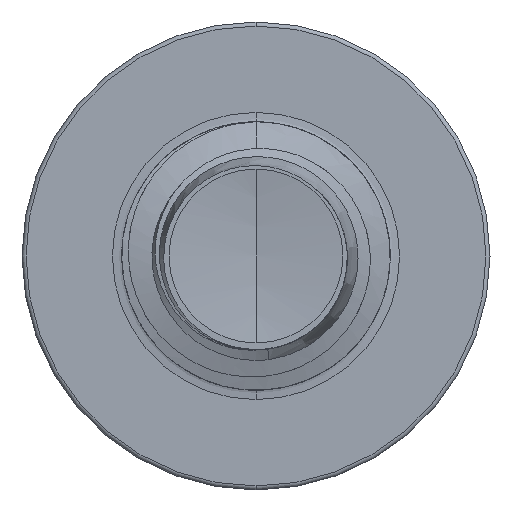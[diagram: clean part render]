
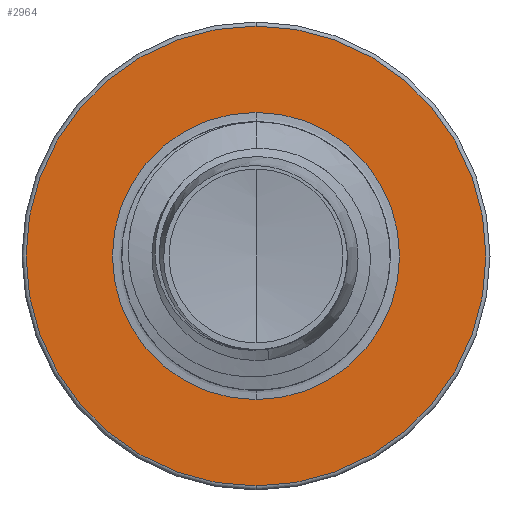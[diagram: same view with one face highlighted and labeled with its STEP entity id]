
A CAD part, front view. The second image highlights one B-rep face of the part: STEP entity #2964.
In plain terms, the highlighted planar face has unit normal (0, -1, 0).
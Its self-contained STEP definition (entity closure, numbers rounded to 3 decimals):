
#276 = CARTESIAN_POINT ( 'NONE',  ( 0., 8., 2.998 ) ) ;
#530 = AXIS2_PLACEMENT_3D ( 'NONE', #11602, #1866, #13072 ) ;
#535 = AXIS2_PLACEMENT_3D ( 'NONE', #17381, #8600, #18864 ) ;
#882 = EDGE_LOOP ( 'NONE', ( #2406, #18835 ) ) ;
#1866 = DIRECTION ( 'NONE',  ( 0., 1., 0. ) ) ;
#2406 = ORIENTED_EDGE ( 'NONE', *, *, #12842, .F. ) ;
#2915 = CIRCLE ( 'NONE', #3337, 1.872 ) ;
#2964 = ADVANCED_FACE ( 'NONE', ( #14589, #11153 ), #4903, .F. ) ;
#3337 = AXIS2_PLACEMENT_3D ( 'NONE', #18461, #9734, #20075 ) ;
#3624 = VERTEX_POINT ( 'NONE', #7395 ) ;
#4470 = VERTEX_POINT ( 'NONE', #15853 ) ;
#4565 = ORIENTED_EDGE ( 'NONE', *, *, #15408, .T. ) ;
#4628 = DIRECTION ( 'NONE',  ( 0., 1., 0. ) ) ;
#4903 = PLANE ( 'NONE',  #10897 ) ;
#6989 = AXIS2_PLACEMENT_3D ( 'NONE', #13945, #4628, #15444 ) ;
#7395 = CARTESIAN_POINT ( 'NONE',  ( 0., 8., 1.872 ) ) ;
#7620 = CIRCLE ( 'NONE', #535, 1.872 ) ;
#8600 = DIRECTION ( 'NONE',  ( 0., 1., 0. ) ) ;
#9407 = DIRECTION ( 'NONE',  ( 0., 1., 0. ) ) ;
#9734 = DIRECTION ( 'NONE',  ( 0., 1., 0. ) ) ;
#10189 = DIRECTION ( 'NONE',  ( 0., 0., 1. ) ) ;
#10897 = AXIS2_PLACEMENT_3D ( 'NONE', #17679, #9407, #10189 ) ;
#11153 = FACE_BOUND ( 'NONE', #19777, .T. ) ;
#11602 = CARTESIAN_POINT ( 'NONE',  ( 0., 8., 0. ) ) ;
#12842 = EDGE_CURVE ( 'NONE', #20181, #4470, #17364, .T. ) ;
#13072 = DIRECTION ( 'NONE',  ( 0., 0., 1. ) ) ;
#13295 = CARTESIAN_POINT ( 'NONE',  ( 0., 8., -1.872 ) ) ;
#13570 = VERTEX_POINT ( 'NONE', #13295 ) ;
#13945 = CARTESIAN_POINT ( 'NONE',  ( 0., 8., 0. ) ) ;
#14589 = FACE_OUTER_BOUND ( 'NONE', #882, .T. ) ;
#15408 = EDGE_CURVE ( 'NONE', #13570, #3624, #2915, .T. ) ;
#15444 = DIRECTION ( 'NONE',  ( 0., 0., 1. ) ) ;
#15445 = ORIENTED_EDGE ( 'NONE', *, *, #17671, .T. ) ;
#15853 = CARTESIAN_POINT ( 'NONE',  ( 0., 8., -2.997 ) ) ;
#17364 = CIRCLE ( 'NONE', #6989, 2.998 ) ;
#17381 = CARTESIAN_POINT ( 'NONE',  ( 0., 8., 0. ) ) ;
#17671 = EDGE_CURVE ( 'NONE', #3624, #13570, #7620, .T. ) ;
#17679 = CARTESIAN_POINT ( 'NONE',  ( 0., 8., -1.872 ) ) ;
#17694 = EDGE_CURVE ( 'NONE', #4470, #20181, #18983, .T. ) ;
#18461 = CARTESIAN_POINT ( 'NONE',  ( 0., 8., 0. ) ) ;
#18835 = ORIENTED_EDGE ( 'NONE', *, *, #17694, .F. ) ;
#18864 = DIRECTION ( 'NONE',  ( 0., 0., 1. ) ) ;
#18983 = CIRCLE ( 'NONE', #530, 2.998 ) ;
#19777 = EDGE_LOOP ( 'NONE', ( #15445, #4565 ) ) ;
#20075 = DIRECTION ( 'NONE',  ( 0., 0., 1. ) ) ;
#20181 = VERTEX_POINT ( 'NONE', #276 ) ;
